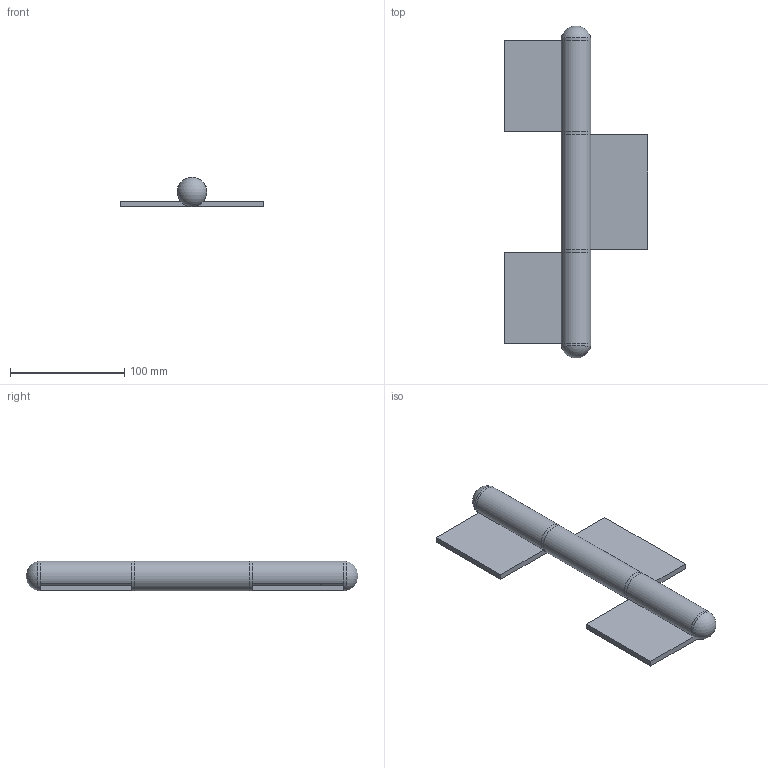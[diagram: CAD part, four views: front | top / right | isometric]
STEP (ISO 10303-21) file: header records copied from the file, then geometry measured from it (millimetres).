
FILE_DESCRIPTION (( 'STEP AP203' ), '1' );
FILE_NAME ('550-260.step', '2022-03-28T07:48:41', ( '' ), ( '' ), 'SwSTEP 2.0', 'SolidWorks 2018', '' );
FILE_SCHEMA (( 'CONFIG_CONTROL_DESIGN' ));
Length unit declared in the file: millimetre
Products named in the file (6): 550-2xx Teil1_550-260 Teil2; 550-260; 550-2xx Teil3_550-260 Teil3; DIN 125 M4-M20_DIN125 M16; 550-2xx Teil1_550-260 Teil1; 550-2xx Teil4_550-260 Teil4
Assembly tree (7 placements, depth 2):
  550-260
    550-2xx Teil3_550-260 Teil3
    550-2xx Teil1_550-260 Teil1  x2
    550-2xx Teil1_550-260 Teil2
    DIN 125 M4-M20_DIN125 M16  x2
    550-2xx Teil4_550-260 Teil4
Bounding box: 126.09 x 291 x 26.1 mm (x, y, z)
Volume: 218005 mm3; surface area: 86202 mm2
Topology: 7 solids, 7 shells, 240 faces, 608 edges, 405 vertices
Faces by surface type: plane 126, bspline 97, cylinder 14, sphere 2, cone 1
Full cylindrical faces by diameter (mm): 16 x2, 17 x2, 26 x4
Entity records: 12992 total; most frequent: CARTESIAN_POINT 7429, ORIENTED_EDGE 1154, DIRECTION 686, EDGE_CURVE 577, VERTEX_POINT 389, LINE 362, VECTOR 362, EDGE_LOOP 260
